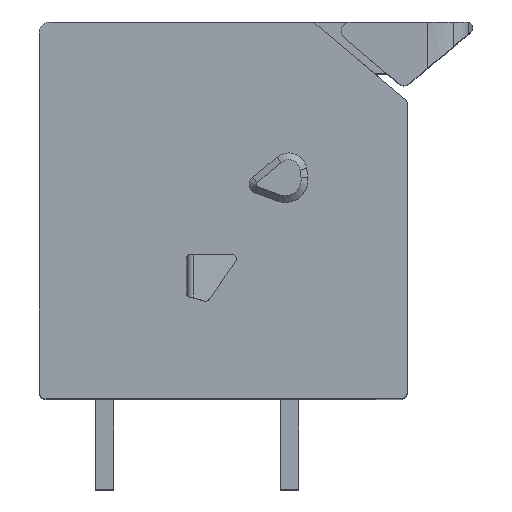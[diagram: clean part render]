
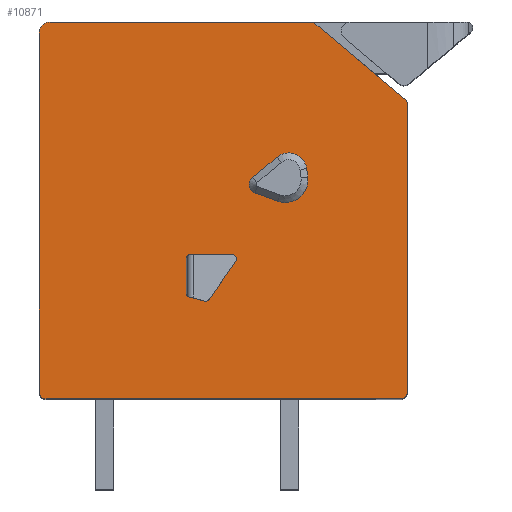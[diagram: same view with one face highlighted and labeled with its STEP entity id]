
A CAD part, top view. The second image highlights one B-rep face of the part: STEP entity #10871.
In plain terms, the highlighted planar face has unit normal (0, 0, 1).
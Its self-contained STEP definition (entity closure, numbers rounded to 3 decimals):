
#147=CIRCLE('',#11418,0.2);
#148=CIRCLE('',#11422,0.2);
#150=CIRCLE('',#11426,0.3);
#151=CIRCLE('',#11427,0.3);
#152=CIRCLE('',#11428,0.3);
#153=CIRCLE('',#11429,0.5);
#154=CIRCLE('',#11430,0.3);
#155=CIRCLE('',#11431,0.2);
#156=CIRCLE('',#11432,0.2);
#157=CIRCLE('',#11433,0.4);
#158=CIRCLE('',#11434,0.8);
#159=CIRCLE('',#11435,1.);
#669=LINE('',#14908,#1477);
#756=LINE('',#15185,#1564);
#760=LINE('',#15197,#1568);
#764=LINE('',#15209,#1572);
#766=LINE('',#15215,#1574);
#767=LINE('',#15221,#1575);
#768=LINE('',#15225,#1576);
#769=LINE('',#15229,#1577);
#770=LINE('',#15232,#1578);
#771=LINE('',#15240,#1579);
#772=LINE('',#15244,#1580);
#773=LINE('',#15248,#1581);
#1477=VECTOR('',#12376,1000.);
#1564=VECTOR('',#12511,1000.);
#1568=VECTOR('',#12523,1000.);
#1572=VECTOR('',#12535,1000.);
#1574=VECTOR('',#12541,1000.);
#1575=VECTOR('',#12546,1000.);
#1576=VECTOR('',#12549,1000.);
#1577=VECTOR('',#12552,1000.);
#1578=VECTOR('',#12555,1000.);
#1579=VECTOR('',#12562,1000.);
#1580=VECTOR('',#12565,1000.);
#1581=VECTOR('',#12568,1000.);
#2544=ORIENTED_EDGE('',*,*,#4914,.T.);
#2545=ORIENTED_EDGE('',*,*,#4915,.T.);
#2546=ORIENTED_EDGE('',*,*,#4781,.T.);
#2547=ORIENTED_EDGE('',*,*,#4916,.T.);
#2548=ORIENTED_EDGE('',*,*,#4917,.T.);
#2549=ORIENTED_EDGE('',*,*,#4918,.T.);
#2550=ORIENTED_EDGE('',*,*,#4919,.T.);
#2551=ORIENTED_EDGE('',*,*,#4920,.T.);
#2552=ORIENTED_EDGE('',*,*,#4921,.T.);
#2553=ORIENTED_EDGE('',*,*,#4922,.T.);
#2554=ORIENTED_EDGE('',*,*,#4923,.F.);
#2555=ORIENTED_EDGE('',*,*,#4924,.F.);
#2556=ORIENTED_EDGE('',*,*,#4911,.F.);
#2557=ORIENTED_EDGE('',*,*,#4908,.F.);
#2558=ORIENTED_EDGE('',*,*,#4905,.F.);
#2559=ORIENTED_EDGE('',*,*,#4902,.F.);
#2560=ORIENTED_EDGE('',*,*,#4899,.F.);
#2561=ORIENTED_EDGE('',*,*,#4925,.F.);
#2562=ORIENTED_EDGE('',*,*,#4926,.F.);
#2563=ORIENTED_EDGE('',*,*,#4927,.F.);
#2564=ORIENTED_EDGE('',*,*,#4928,.F.);
#2565=ORIENTED_EDGE('',*,*,#4929,.F.);
#2566=ORIENTED_EDGE('',*,*,#4930,.F.);
#2567=ORIENTED_EDGE('',*,*,#4931,.F.);
#4781=EDGE_CURVE('',#5953,#5956,#669,.T.);
#4899=EDGE_CURVE('',#6074,#6075,#756,.T.);
#4902=EDGE_CURVE('',#6075,#6077,#147,.T.);
#4905=EDGE_CURVE('',#6077,#6079,#760,.T.);
#4908=EDGE_CURVE('',#6079,#6081,#148,.T.);
#4911=EDGE_CURVE('',#6081,#6083,#764,.T.);
#4914=EDGE_CURVE('',#6085,#6086,#766,.T.);
#4915=EDGE_CURVE('',#6086,#5953,#150,.T.);
#4916=EDGE_CURVE('',#5956,#6087,#151,.T.);
#4917=EDGE_CURVE('',#6087,#6088,#767,.T.);
#4918=EDGE_CURVE('',#6088,#6089,#152,.T.);
#4919=EDGE_CURVE('',#6089,#6090,#768,.T.);
#4920=EDGE_CURVE('',#6090,#6091,#153,.T.);
#4921=EDGE_CURVE('',#6091,#6092,#769,.T.);
#4922=EDGE_CURVE('',#6092,#6085,#154,.T.);
#4923=EDGE_CURVE('',#6093,#6094,#770,.T.);
#4924=EDGE_CURVE('',#6083,#6093,#155,.T.);
#4925=EDGE_CURVE('',#6094,#6074,#156,.T.);
#4926=EDGE_CURVE('',#6095,#6096,#157,.T.);
#4927=EDGE_CURVE('',#6097,#6095,#771,.T.);
#4928=EDGE_CURVE('',#6098,#6097,#158,.T.);
#4929=EDGE_CURVE('',#6099,#6098,#772,.T.);
#4930=EDGE_CURVE('',#6100,#6099,#159,.T.);
#4931=EDGE_CURVE('',#6096,#6100,#773,.T.);
#5953=VERTEX_POINT('',#14902);
#5956=VERTEX_POINT('',#14907);
#6074=VERTEX_POINT('',#15184);
#6075=VERTEX_POINT('',#15186);
#6077=VERTEX_POINT('',#15192);
#6079=VERTEX_POINT('',#15198);
#6081=VERTEX_POINT('',#15204);
#6083=VERTEX_POINT('',#15210);
#6085=VERTEX_POINT('',#15216);
#6086=VERTEX_POINT('',#15217);
#6087=VERTEX_POINT('',#15220);
#6088=VERTEX_POINT('',#15222);
#6089=VERTEX_POINT('',#15224);
#6090=VERTEX_POINT('',#15226);
#6091=VERTEX_POINT('',#15228);
#6092=VERTEX_POINT('',#15230);
#6093=VERTEX_POINT('',#15233);
#6094=VERTEX_POINT('',#15234);
#6095=VERTEX_POINT('',#15238);
#6096=VERTEX_POINT('',#15239);
#6097=VERTEX_POINT('',#15241);
#6098=VERTEX_POINT('',#15243);
#6099=VERTEX_POINT('',#15245);
#6100=VERTEX_POINT('',#15247);
#6610=EDGE_LOOP('',(#2544,#2545,#2546,#2547,#2548,#2549,#2550,#2551,#2552,
#2553));
#6611=EDGE_LOOP('',(#2554,#2555,#2556,#2557,#2558,#2559,#2560,#2561));
#6612=EDGE_LOOP('',(#2562,#2563,#2564,#2565,#2566,#2567));
#7067=FACE_BOUND('',#6610,.T.);
#7068=FACE_BOUND('',#6611,.T.);
#7069=FACE_BOUND('',#6612,.T.);
#7506=PLANE('',#11425);
#10871=ADVANCED_FACE('',(#7067,#7068,#7069),#7506,.T.);
#11418=AXIS2_PLACEMENT_3D('',#15191,#12517,#12518);
#11422=AXIS2_PLACEMENT_3D('',#15203,#12529,#12530);
#11425=AXIS2_PLACEMENT_3D('',#15214,#12539,#12540);
#11426=AXIS2_PLACEMENT_3D('',#15218,#12542,#12543);
#11427=AXIS2_PLACEMENT_3D('',#15219,#12544,#12545);
#11428=AXIS2_PLACEMENT_3D('',#15223,#12547,#12548);
#11429=AXIS2_PLACEMENT_3D('',#15227,#12550,#12551);
#11430=AXIS2_PLACEMENT_3D('',#15231,#12553,#12554);
#11431=AXIS2_PLACEMENT_3D('',#15235,#12556,#12557);
#11432=AXIS2_PLACEMENT_3D('',#15236,#12558,#12559);
#11433=AXIS2_PLACEMENT_3D('',#15237,#12560,#12561);
#11434=AXIS2_PLACEMENT_3D('',#15242,#12563,#12564);
#11435=AXIS2_PLACEMENT_3D('',#15246,#12566,#12567);
#12376=DIRECTION('',(0.,1.,0.));
#12511=DIRECTION('',(0.966,-0.259,0.));
#12517=DIRECTION('',(0.,0.,1.));
#12518=DIRECTION('',(1.,0.,0.));
#12523=DIRECTION('',(0.574,0.819,0.));
#12529=DIRECTION('',(0.,0.,1.));
#12530=DIRECTION('',(1.,0.,0.));
#12535=DIRECTION('',(-1.,0.,0.));
#12539=DIRECTION('',(0.,0.,1.));
#12540=DIRECTION('',(1.,0.,0.));
#12541=DIRECTION('',(1.,0.,0.));
#12542=DIRECTION('',(0.,0.,1.));
#12543=DIRECTION('',(1.,0.,0.));
#12544=DIRECTION('',(0.,0.,1.));
#12545=DIRECTION('',(1.,0.,0.));
#12546=DIRECTION('',(-0.766,0.643,0.));
#12547=DIRECTION('',(0.,0.,1.));
#12548=DIRECTION('',(1.,0.,0.));
#12549=DIRECTION('',(-1.,0.,0.));
#12550=DIRECTION('',(0.,0.,1.));
#12551=DIRECTION('',(1.,0.,0.));
#12552=DIRECTION('',(0.,-1.,0.));
#12553=DIRECTION('',(0.,0.,1.));
#12554=DIRECTION('',(1.,0.,0.));
#12555=DIRECTION('',(0.,-1.,0.));
#12556=DIRECTION('',(0.,0.,1.));
#12557=DIRECTION('',(1.,0.,0.));
#12558=DIRECTION('',(0.,0.,1.));
#12559=DIRECTION('',(1.,0.,0.));
#12560=DIRECTION('',(0.,0.,1.));
#12561=DIRECTION('',(1.,0.,0.));
#12562=DIRECTION('',(-0.77,-0.638,0.));
#12563=DIRECTION('',(0.,0.,1.));
#12564=DIRECTION('',(1.,0.,0.));
#12565=DIRECTION('',(-0.128,0.992,0.));
#12566=DIRECTION('',(0.,0.,1.));
#12567=DIRECTION('',(1.,0.,0.));
#12568=DIRECTION('',(0.939,-0.343,0.));
#14902=CARTESIAN_POINT('',(5.2,0.3,20.));
#14907=CARTESIAN_POINT('',(5.2,13.06,20.));
#14908=CARTESIAN_POINT('',(5.2,0.3,20.));
#15184=CARTESIAN_POINT('',(-4.452,4.515,20.));
#15185=CARTESIAN_POINT('',(-4.452,4.515,20.));
#15186=CARTESIAN_POINT('',(-3.785,4.336,20.));
#15191=CARTESIAN_POINT('',(-3.734,4.529,20.));
#15192=CARTESIAN_POINT('',(-3.57,4.415,20.));
#15197=CARTESIAN_POINT('',(-3.57,4.415,20.));
#15198=CARTESIAN_POINT('',(-2.4,6.085,20.));
#15203=CARTESIAN_POINT('',(-2.564,6.2,20.));
#15204=CARTESIAN_POINT('',(-2.564,6.4,20.));
#15209=CARTESIAN_POINT('',(-2.564,6.4,20.));
#15210=CARTESIAN_POINT('',(-4.4,6.4,20.));
#15214=CARTESIAN_POINT('',(-10.6,16.2,20.));
#15215=CARTESIAN_POINT('',(-10.8,0.,20.));
#15216=CARTESIAN_POINT('',(-10.8,0.,20.));
#15217=CARTESIAN_POINT('',(4.9,0.,20.));
#15218=CARTESIAN_POINT('',(4.9,0.3,20.));
#15219=CARTESIAN_POINT('',(4.9,13.06,20.));
#15220=CARTESIAN_POINT('',(5.093,13.29,20.));
#15221=CARTESIAN_POINT('',(5.093,13.29,20.));
#15222=CARTESIAN_POINT('',(1.113,16.63,20.));
#15223=CARTESIAN_POINT('',(0.92,16.4,20.));
#15224=CARTESIAN_POINT('',(0.92,16.7,20.));
#15225=CARTESIAN_POINT('',(0.92,16.7,20.));
#15226=CARTESIAN_POINT('',(-10.6,16.7,20.));
#15227=CARTESIAN_POINT('',(-10.6,16.2,20.));
#15228=CARTESIAN_POINT('',(-11.1,16.2,20.));
#15229=CARTESIAN_POINT('',(-11.1,16.2,20.));
#15230=CARTESIAN_POINT('',(-11.1,0.3,20.));
#15231=CARTESIAN_POINT('',(-10.8,0.3,20.));
#15232=CARTESIAN_POINT('',(-4.6,6.2,20.));
#15233=CARTESIAN_POINT('',(-4.6,6.2,20.));
#15234=CARTESIAN_POINT('',(-4.6,4.708,20.));
#15235=CARTESIAN_POINT('',(-4.4,6.2,20.));
#15236=CARTESIAN_POINT('',(-4.4,4.708,20.));
#15237=CARTESIAN_POINT('',(-1.4,9.5,20.));
#15238=CARTESIAN_POINT('',(-1.655,9.808,20.));
#15239=CARTESIAN_POINT('',(-1.537,9.124,20.));
#15240=CARTESIAN_POINT('',(-0.561,10.716,20.));
#15241=CARTESIAN_POINT('',(-0.561,10.716,20.));
#15242=CARTESIAN_POINT('',(-0.05,10.1,20.));
#15243=CARTESIAN_POINT('',(0.743,10.202,20.));
#15244=CARTESIAN_POINT('',(0.792,9.828,20.));
#15245=CARTESIAN_POINT('',(0.792,9.828,20.));
#15246=CARTESIAN_POINT('',(-0.2,9.7,20.));
#15247=CARTESIAN_POINT('',(-0.543,8.761,20.));
#15248=CARTESIAN_POINT('',(-1.537,9.124,20.));
